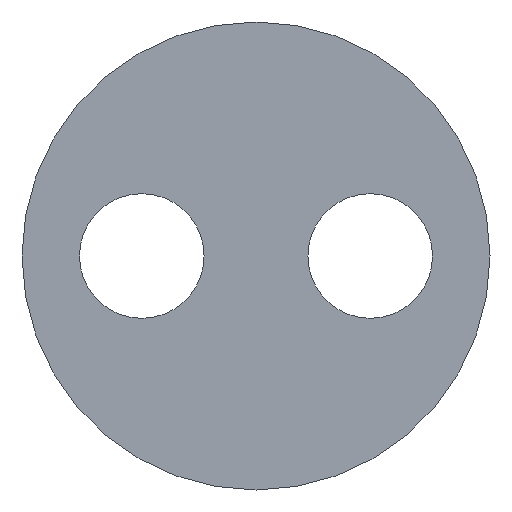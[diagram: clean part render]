
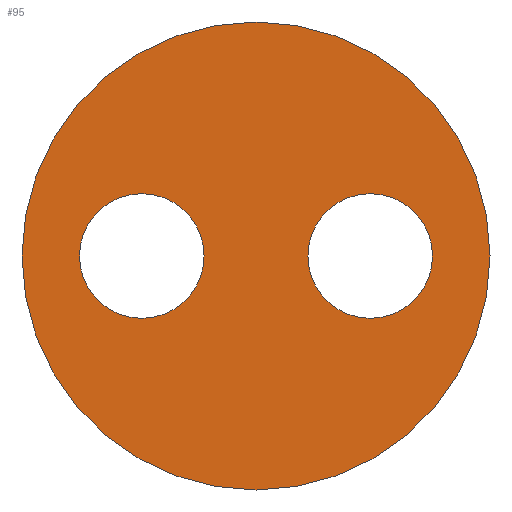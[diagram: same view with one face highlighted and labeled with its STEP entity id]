
A CAD part, left-side view. The second image highlights one B-rep face of the part: STEP entity #95.
In plain terms, the highlighted planar face has unit normal (-1, 0, 0).
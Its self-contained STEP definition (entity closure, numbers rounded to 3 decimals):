
#95 = ADVANCED_FACE( '', ( #200, #201, #202 ), #203, .F. );
#200 = FACE_BOUND( '', #309, .T. );
#201 = FACE_BOUND( '', #310, .T. );
#202 = FACE_OUTER_BOUND( '', #311, .T. );
#203 = PLANE( '', #312 );
#309 = EDGE_LOOP( '', ( #541 ) );
#310 = EDGE_LOOP( '', ( #542 ) );
#311 = EDGE_LOOP( '', ( #543 ) );
#312 = AXIS2_PLACEMENT_3D( '', #544, #545, #546 );
#541 = ORIENTED_EDGE( '', *, *, #721, .T. );
#542 = ORIENTED_EDGE( '', *, *, #699, .T. );
#543 = ORIENTED_EDGE( '', *, *, #719, .F. );
#544 = CARTESIAN_POINT( '', ( 0., 0., 0. ) );
#545 = DIRECTION( '', ( 1., 0., 0. ) );
#546 = DIRECTION( '', ( 0., 0., -1. ) );
#699 = EDGE_CURVE( '', #855, #855, #856, .T. );
#719 = EDGE_CURVE( '', #880, #880, #881, .T. );
#721 = EDGE_CURVE( '', #883, #883, #884, .T. );
#855 = VERTEX_POINT( '', #1058 );
#856 = CIRCLE( '', #1059, 4.5 );
#880 = VERTEX_POINT( '', #1093 );
#881 = CIRCLE( '', #1094, 16.9 );
#883 = VERTEX_POINT( '', #1096 );
#884 = CIRCLE( '', #1097, 4.5 );
#1058 = CARTESIAN_POINT( '', ( 0., 8.25, -4.5 ) );
#1059 = AXIS2_PLACEMENT_3D( '', #1209, #1210, #1211 );
#1093 = CARTESIAN_POINT( '', ( 0., 0., -16.9 ) );
#1094 = AXIS2_PLACEMENT_3D( '', #1234, #1235, #1236 );
#1096 = CARTESIAN_POINT( '', ( 0., -8.25, -4.5 ) );
#1097 = AXIS2_PLACEMENT_3D( '', #1237, #1238, #1239 );
#1209 = CARTESIAN_POINT( '', ( 0., 8.25, 0. ) );
#1210 = DIRECTION( '', ( 1., 0., 0. ) );
#1211 = DIRECTION( '', ( 0., 0., -1. ) );
#1234 = CARTESIAN_POINT( '', ( 0., 0., 0. ) );
#1235 = DIRECTION( '', ( 1., 0., 0. ) );
#1236 = DIRECTION( '', ( 0., 0., -1. ) );
#1237 = CARTESIAN_POINT( '', ( 0., -8.25, 0. ) );
#1238 = DIRECTION( '', ( 1., 0., 0. ) );
#1239 = DIRECTION( '', ( 0., 0., -1. ) );
